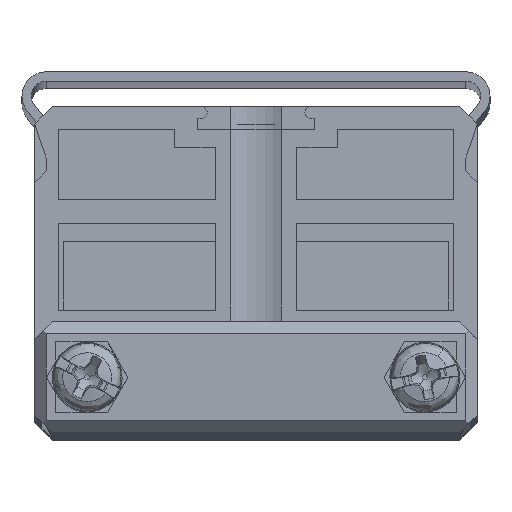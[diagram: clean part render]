
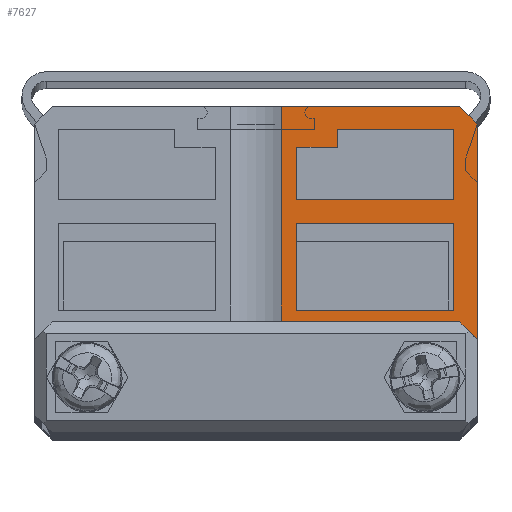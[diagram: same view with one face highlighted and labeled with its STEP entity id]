
A CAD part, top view. The second image highlights one B-rep face of the part: STEP entity #7627.
In plain terms, the highlighted face is planar.
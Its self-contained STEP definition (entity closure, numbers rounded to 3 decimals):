
#21 = EDGE_CURVE ( 'NONE', #5317, #2068, #2856, .T. ) ;
#54 = AXIS2_PLACEMENT_3D ( 'NONE', #2875, #9256, #5340 ) ;
#203 = VECTOR ( 'NONE', #689, 1000. ) ;
#260 = CARTESIAN_POINT ( 'NONE',  ( -3.5, 24.5, 0. ) ) ;
#609 = EDGE_LOOP ( 'NONE', ( #3374, #7218, #1176, #4996, #3887, #1705 ) ) ;
#689 = DIRECTION ( 'NONE',  ( -0.707, -0.707, 0. ) ) ;
#825 = VECTOR ( 'NONE', #8384, 1000. ) ;
#875 = DIRECTION ( 'NONE',  ( 0., -1., 0. ) ) ;
#1038 = CARTESIAN_POINT ( 'NONE',  ( -17., 18., 0. ) ) ;
#1047 = EDGE_CURVE ( 'NONE', #2068, #4923, #2038, .T. ) ;
#1050 = CARTESIAN_POINT ( 'NONE',  ( -3.5, 18., 0. ) ) ;
#1083 = DIRECTION ( 'NONE',  ( 1., 0., 0. ) ) ;
#1092 = VERTEX_POINT ( 'NONE', #1930 ) ;
#1157 = DIRECTION ( 'NONE',  ( 0., -1., 0. ) ) ;
#1176 = ORIENTED_EDGE ( 'NONE', *, *, #2969, .T. ) ;
#1219 = VERTEX_POINT ( 'NONE', #9352 ) ;
#1236 = EDGE_LOOP ( 'NONE', ( #5290, #5574, #4002, #8360 ) ) ;
#1285 = LINE ( 'NONE', #7544, #9476 ) ;
#1299 = EDGE_CURVE ( 'NONE', #3667, #8659, #5842, .T. ) ;
#1408 = VECTOR ( 'NONE', #8653, 1000. ) ;
#1633 = VECTOR ( 'NONE', #2925, 1000. ) ;
#1693 = ORIENTED_EDGE ( 'NONE', *, *, #2832, .T. ) ;
#1705 = ORIENTED_EDGE ( 'NONE', *, *, #21, .T. ) ;
#1810 = CARTESIAN_POINT ( 'NONE',  ( -17.5, 28., 0. ) ) ;
#1923 = EDGE_CURVE ( 'NONE', #8659, #4368, #1285, .T. ) ;
#1930 = CARTESIAN_POINT ( 'NONE',  ( -2.179, 28., 0. ) ) ;
#1936 = LINE ( 'NONE', #6019, #3822 ) ;
#2024 = CARTESIAN_POINT ( 'NONE',  ( -10.59, 24.5, 0. ) ) ;
#2033 = ORIENTED_EDGE ( 'NONE', *, *, #6298, .T. ) ;
#2038 = LINE ( 'NONE', #10083, #1633 ) ;
#2062 = VERTEX_POINT ( 'NONE', #2119 ) ;
#2068 = VERTEX_POINT ( 'NONE', #8487 ) ;
#2119 = CARTESIAN_POINT ( 'NONE',  ( -3.5, 20., 0. ) ) ;
#2320 = VERTEX_POINT ( 'NONE', #8939 ) ;
#2335 = LINE ( 'NONE', #5672, #4897 ) ;
#2441 = CARTESIAN_POINT ( 'NONE',  ( -17., 20., 0. ) ) ;
#2486 = CARTESIAN_POINT ( 'NONE',  ( -2.179, 18., 0. ) ) ;
#2531 = DIRECTION ( 'NONE',  ( -1., 0., 0. ) ) ;
#2557 = DIRECTION ( 'NONE',  ( 1., 0., 0. ) ) ;
#2573 = LINE ( 'NONE', #3356, #8064 ) ;
#2674 = VECTOR ( 'NONE', #875, 1000. ) ;
#2735 = VECTOR ( 'NONE', #7226, 1000. ) ;
#2788 = ORIENTED_EDGE ( 'NONE', *, *, #2908, .T. ) ;
#2828 = CARTESIAN_POINT ( 'NONE',  ( -7., 26., 0. ) ) ;
#2832 = EDGE_CURVE ( 'NONE', #8490, #1092, #4289, .T. ) ;
#2856 = LINE ( 'NONE', #2024, #5124 ) ;
#2875 = CARTESIAN_POINT ( 'NONE',  ( -2.179, 8., 0. ) ) ;
#2908 = EDGE_CURVE ( 'NONE', #9286, #8490, #1936, .T. ) ;
#2925 = DIRECTION ( 'NONE',  ( 0., 1., 0. ) ) ;
#2969 = EDGE_CURVE ( 'NONE', #2320, #3401, #9928, .T. ) ;
#3250 = LINE ( 'NONE', #3939, #2735 ) ;
#3260 = EDGE_CURVE ( 'NONE', #9502, #3667, #7250, .T. ) ;
#3290 = CARTESIAN_POINT ( 'NONE',  ( -10.59, 28., 0. ) ) ;
#3356 = CARTESIAN_POINT ( 'NONE',  ( -19., 18., 0. ) ) ;
#3374 = ORIENTED_EDGE ( 'NONE', *, *, #1047, .T. ) ;
#3401 = VERTEX_POINT ( 'NONE', #2441 ) ;
#3667 = VERTEX_POINT ( 'NONE', #7720 ) ;
#3695 = DIRECTION ( 'NONE',  ( -1., 0., 0. ) ) ;
#3808 = CARTESIAN_POINT ( 'NONE',  ( -3.5, 18., 0. ) ) ;
#3822 = VECTOR ( 'NONE', #5133, 1000. ) ;
#3865 = EDGE_CURVE ( 'NONE', #4923, #2320, #5263, .T. ) ;
#3868 = CARTESIAN_POINT ( 'NONE',  ( -18.25, 8.75, 0. ) ) ;
#3887 = ORIENTED_EDGE ( 'NONE', *, *, #8065, .T. ) ;
#3939 = CARTESIAN_POINT ( 'NONE',  ( -10.59, 18., 0. ) ) ;
#4002 = ORIENTED_EDGE ( 'NONE', *, *, #1923, .T. ) ;
#4289 = LINE ( 'NONE', #3290, #9996 ) ;
#4318 = EDGE_CURVE ( 'NONE', #3401, #2062, #8926, .T. ) ;
#4368 = VERTEX_POINT ( 'NONE', #1050 ) ;
#4606 = PLANE ( 'NONE',  #54 ) ;
#4897 = VECTOR ( 'NONE', #2531, 1000. ) ;
#4923 = VERTEX_POINT ( 'NONE', #2828 ) ;
#4996 = ORIENTED_EDGE ( 'NONE', *, *, #4318, .T. ) ;
#5124 = VECTOR ( 'NONE', #3695, 1000. ) ;
#5133 = DIRECTION ( 'NONE',  ( 0.707, 0.707, 0. ) ) ;
#5199 = EDGE_LOOP ( 'NONE', ( #7948, #2788, #1693, #7776, #5775, #2033 ) ) ;
#5263 = LINE ( 'NONE', #8281, #825 ) ;
#5268 = VECTOR ( 'NONE', #8803, 1000. ) ;
#5290 = ORIENTED_EDGE ( 'NONE', *, *, #3260, .T. ) ;
#5317 = VERTEX_POINT ( 'NONE', #260 ) ;
#5340 = DIRECTION ( 'NONE',  ( -1., 0., 0. ) ) ;
#5386 = FACE_BOUND ( 'NONE', #609, .T. ) ;
#5478 = LINE ( 'NONE', #3808, #1408 ) ;
#5574 = ORIENTED_EDGE ( 'NONE', *, *, #1299, .T. ) ;
#5672 = CARTESIAN_POINT ( 'NONE',  ( 0., 9.5, 0. ) ) ;
#5732 = CARTESIAN_POINT ( 'NONE',  ( -10.59, 10.5, 0. ) ) ;
#5775 = ORIENTED_EDGE ( 'NONE', *, *, #8236, .T. ) ;
#5842 = LINE ( 'NONE', #5732, #9317 ) ;
#5913 = CARTESIAN_POINT ( 'NONE',  ( -10.59, 20., 0. ) ) ;
#5975 = CARTESIAN_POINT ( 'NONE',  ( -17.5, 9.5, 0. ) ) ;
#6019 = CARTESIAN_POINT ( 'NONE',  ( -19., 26.5, 0. ) ) ;
#6142 = CARTESIAN_POINT ( 'NONE',  ( -19., 8., 0. ) ) ;
#6171 = VECTOR ( 'NONE', #1157, 1000. ) ;
#6197 = VERTEX_POINT ( 'NONE', #5975 ) ;
#6275 = LINE ( 'NONE', #3868, #203 ) ;
#6298 = EDGE_CURVE ( 'NONE', #6197, #7169, #6275, .T. ) ;
#7169 = VERTEX_POINT ( 'NONE', #6142 ) ;
#7201 = CARTESIAN_POINT ( 'NONE',  ( -19., 26.5, 0. ) ) ;
#7218 = ORIENTED_EDGE ( 'NONE', *, *, #3865, .T. ) ;
#7226 = DIRECTION ( 'NONE',  ( -1., 0., 0. ) ) ;
#7250 = LINE ( 'NONE', #8857, #2674 ) ;
#7544 = CARTESIAN_POINT ( 'NONE',  ( -3.5, 18., 0. ) ) ;
#7627 = ADVANCED_FACE ( 'NONE', ( #5386, #7834, #8567 ), #4606, .T. ) ;
#7632 = CARTESIAN_POINT ( 'NONE',  ( -17., 18., 0. ) ) ;
#7720 = CARTESIAN_POINT ( 'NONE',  ( -17., 10.5, 0. ) ) ;
#7776 = ORIENTED_EDGE ( 'NONE', *, *, #9802, .T. ) ;
#7834 = FACE_BOUND ( 'NONE', #1236, .T. ) ;
#7948 = ORIENTED_EDGE ( 'NONE', *, *, #9007, .T. ) ;
#8064 = VECTOR ( 'NONE', #8944, 1000. ) ;
#8065 = EDGE_CURVE ( 'NONE', #2062, #5317, #5478, .T. ) ;
#8199 = VECTOR ( 'NONE', #8987, 1000. ) ;
#8236 = EDGE_CURVE ( 'NONE', #1219, #6197, #2335, .T. ) ;
#8281 = CARTESIAN_POINT ( 'NONE',  ( -10.59, 26., 0. ) ) ;
#8327 = DIRECTION ( 'NONE',  ( 0., 1., 0. ) ) ;
#8360 = ORIENTED_EDGE ( 'NONE', *, *, #8767, .T. ) ;
#8384 = DIRECTION ( 'NONE',  ( -1., 0., 0. ) ) ;
#8487 = CARTESIAN_POINT ( 'NONE',  ( -7., 24.5, 0. ) ) ;
#8490 = VERTEX_POINT ( 'NONE', #1810 ) ;
#8567 = FACE_OUTER_BOUND ( 'NONE', #5199, .T. ) ;
#8653 = DIRECTION ( 'NONE',  ( 0., 1., 0. ) ) ;
#8659 = VERTEX_POINT ( 'NONE', #10014 ) ;
#8767 = EDGE_CURVE ( 'NONE', #4368, #9502, #3250, .T. ) ;
#8803 = DIRECTION ( 'NONE',  ( 0., -1., 0. ) ) ;
#8857 = CARTESIAN_POINT ( 'NONE',  ( -17., 18., 0. ) ) ;
#8926 = LINE ( 'NONE', #5913, #8199 ) ;
#8939 = CARTESIAN_POINT ( 'NONE',  ( -17., 26., 0. ) ) ;
#8944 = DIRECTION ( 'NONE',  ( 0., 1., 0. ) ) ;
#8987 = DIRECTION ( 'NONE',  ( 1., 0., 0. ) ) ;
#9007 = EDGE_CURVE ( 'NONE', #7169, #9286, #2573, .T. ) ;
#9256 = DIRECTION ( 'NONE',  ( 0., 0., -1. ) ) ;
#9286 = VERTEX_POINT ( 'NONE', #7201 ) ;
#9317 = VECTOR ( 'NONE', #1083, 1000. ) ;
#9352 = CARTESIAN_POINT ( 'NONE',  ( -2.179, 9.5, 0. ) ) ;
#9476 = VECTOR ( 'NONE', #8327, 1000. ) ;
#9502 = VERTEX_POINT ( 'NONE', #1038 ) ;
#9643 = LINE ( 'NONE', #2486, #5268 ) ;
#9802 = EDGE_CURVE ( 'NONE', #1092, #1219, #9643, .T. ) ;
#9928 = LINE ( 'NONE', #7632, #6171 ) ;
#9996 = VECTOR ( 'NONE', #2557, 1000. ) ;
#10014 = CARTESIAN_POINT ( 'NONE',  ( -3.5, 10.5, 0. ) ) ;
#10083 = CARTESIAN_POINT ( 'NONE',  ( -7., 18., 0. ) ) ;
